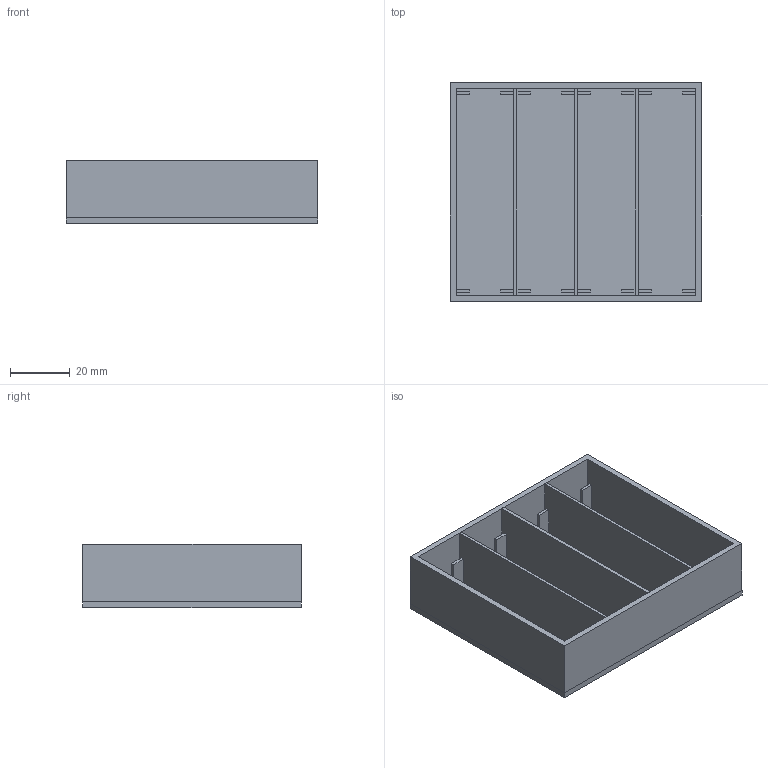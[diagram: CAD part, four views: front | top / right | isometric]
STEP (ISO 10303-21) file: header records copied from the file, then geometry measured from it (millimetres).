
FILE_DESCRIPTION(('FreeCAD Model'),'2;1');
FILE_NAME('Open CASCADE Shape Model','2024-09-12T18:43:56',(''),(''), 'Open CASCADE STEP processor 7.6','FreeCAD','Unknown');
FILE_SCHEMA(('AUTOMOTIVE_DESIGN { 1 0 10303 214 1 1 1 1 }'));
Length unit declared in the file: millimetre
Products named in the file (7): Cell Mounting; Extrude; Extrude001; Extrude002; Extrude003; Sketch004; Sketch005
Assembly tree (6 placements, depth 2):
  Cell Mounting
    Extrude
    Extrude001
    Extrude002
    Extrude003
    Sketch004
    Sketch005
Bounding box: 84.2 x 73.3 x 21.3 mm (x, y, z)
Volume: 28901.6 mm3; surface area: 36451.7 mm2
Topology: 21 solids, 21 shells, 130 faces, 280 edges, 208 vertices
Faces by surface type: plane 130
Entity records: 3759 total; most frequent: CARTESIAN_POINT 625, DIRECTION 554, ORIENTED_EDGE 528, LINE 280, VECTOR 280, EDGE_CURVE 264, VERTEX_POINT 176, AXIS2_PLACEMENT_3D 137
